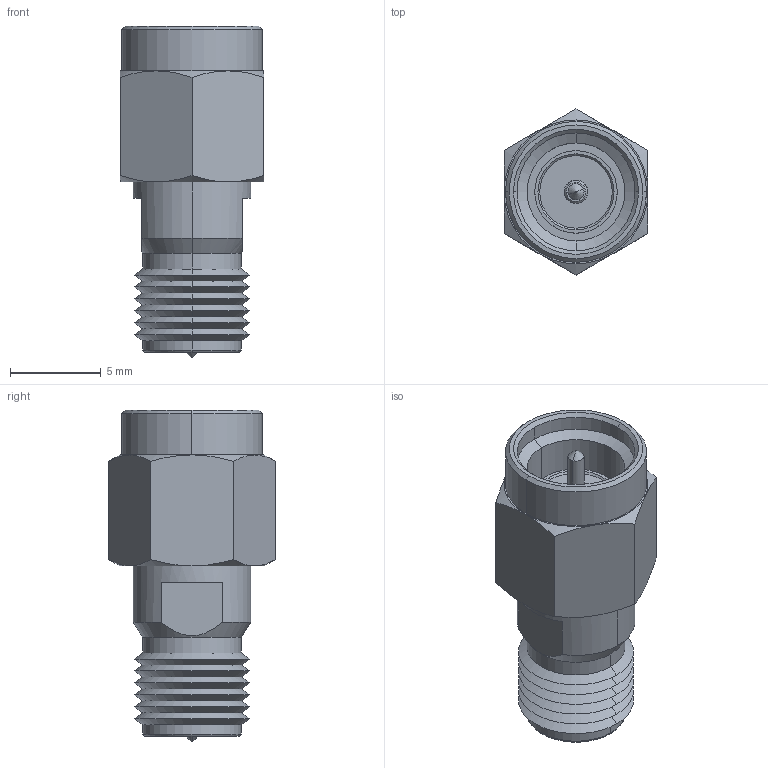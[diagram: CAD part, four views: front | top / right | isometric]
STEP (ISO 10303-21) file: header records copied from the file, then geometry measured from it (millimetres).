
FILE_DESCRIPTION (( 'STEP AP214' ), '1' );
FILE_NAME ('FMAD10095_3D.step', '2025-02-24T20:25:53', ( '' ), ( '' ), 'SwSTEP 2.0', 'SolidWorks 2022', '' );
FILE_SCHEMA (( 'AUTOMOTIVE_DESIGN' ));
Length unit declared in the file: inch
Products named in the file (3): Copy of BAC03-G-MA2^FMAD10095; FMAD10095_3D; PE910105^FMAD10095
Assembly tree (3 placements, depth 2):
  FMAD10095_3D
    PE910105^FMAD10095
    Copy of BAC03-G-MA2^FMAD10095  x2
Bounding box: 7.94 x 9.17 x 18.29 mm (x, y, z)
Volume: 574.5 mm3; surface area: 852 mm2
Topology: 3 solids, 3 shells, 139 faces, 294 edges, 168 vertices
Faces by surface type: cone 64, cylinder 44, plane 29, torus 2
Entity records: 3859 total; most frequent: CARTESIAN_POINT 678, DIRECTION 582, ORIENTED_EDGE 488, AXIS2_PLACEMENT_3D 245, EDGE_CURVE 244, VERTEX_POINT 141, EDGE_LOOP 129, CIRCLE 122
